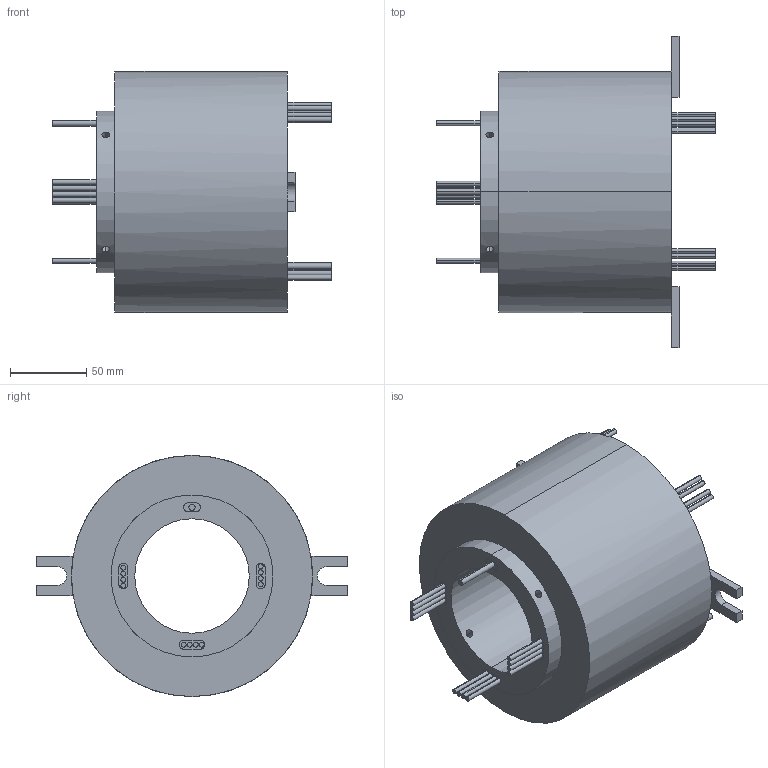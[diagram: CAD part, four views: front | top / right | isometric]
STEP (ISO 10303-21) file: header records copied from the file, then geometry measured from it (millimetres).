
FILE_DESCRIPTION (( 'STEP AP203' ), '1' );
FILE_NAME ('RT075-P3100-S02.STEP', '2020-08-06T01:57:18', ( 'gongcheng1' ), ( '' ), 'SwSTEP 2.0', 'SolidWorks 2014', '' );
FILE_SCHEMA (( 'CONFIG_CONTROL_DESIGN' ));
Length unit declared in the file: millimetre
Products named in the file (1): RT075-P3100-S02
Bounding box: 183 x 204 x 158 mm (x, y, z)
Volume: 1780932.3 mm3; surface area: 132625.5 mm2
Topology: 1 solids, 1 shells, 185 faces, 424 edges, 272 vertices
Faces by surface type: cylinder 106, plane 63, cone 16
Entity records: 5791 total; most frequent: CARTESIAN_POINT 1370, DIRECTION 980, ORIENTED_EDGE 832, EDGE_CURVE 416, AXIS2_PLACEMENT_3D 394, VERTEX_POINT 272, EDGE_LOOP 234, CIRCLE 208
